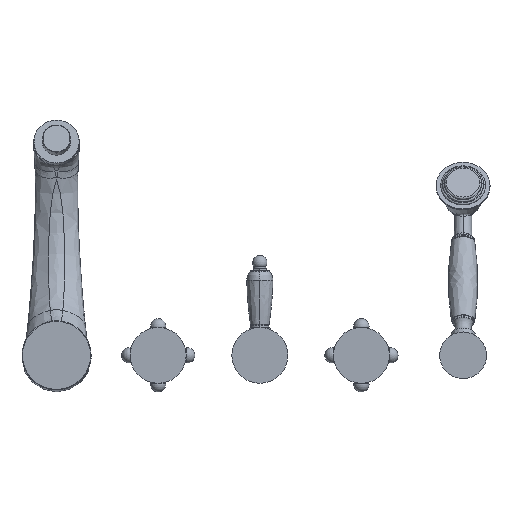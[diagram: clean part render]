
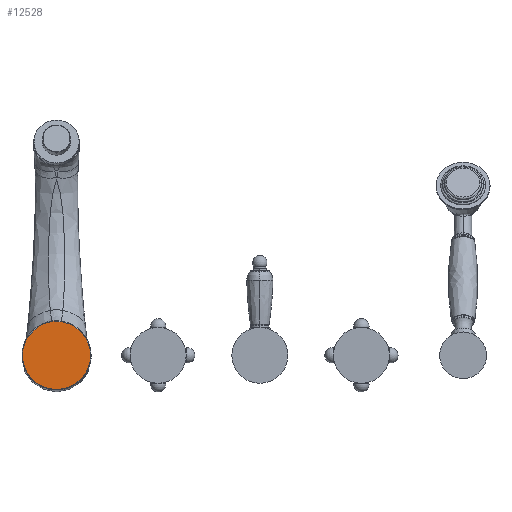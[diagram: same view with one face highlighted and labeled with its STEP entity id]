
A CAD part, front view. The second image highlights one B-rep face of the part: STEP entity #12528.
In plain terms, the highlighted planar face has unit normal (0, -1, 0).
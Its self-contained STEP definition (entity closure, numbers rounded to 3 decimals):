
#10587=CARTESIAN_POINT('',(-166.502,-24.9,-0.167));
#10588=CARTESIAN_POINT('',(-166.503,-24.9,-2.109));
#10589=CARTESIAN_POINT('',(-166.847,-24.9,-5.993));
#10590=CARTESIAN_POINT('',(-168.374,-24.9,-11.683));
#10591=CARTESIAN_POINT('',(-170.873,-24.9,-17.001));
#10592=CARTESIAN_POINT('',(-174.28,-24.9,-21.836));
#10593=CARTESIAN_POINT('',(-178.464,-24.9,-25.981));
#10594=CARTESIAN_POINT('',(-183.335,-24.9,-29.349));
#10595=CARTESIAN_POINT('',(-188.692,-24.9,-31.806));
#10596=CARTESIAN_POINT('',(-194.411,-24.9,-33.291));
#10597=CARTESIAN_POINT('',(-199.305,-24.9,-33.68));
#10598=CARTESIAN_POINT('',(-202.169,-24.9,-33.531));
#10599=CARTESIAN_POINT('',(-203.098,-24.9,-33.443));
#10601=CARTESIAN_POINT('',(-203.098,-24.9,-33.443));
#10602=CARTESIAN_POINT('',(-203.795,-24.9,-33.378));
#10603=CARTESIAN_POINT('',(-206.462,-24.9,-33.045));
#10604=CARTESIAN_POINT('',(-211.015,-24.9,-31.913));
#10605=CARTESIAN_POINT('',(-216.456,-24.9,-29.472));
#10606=CARTESIAN_POINT('',(-221.404,-24.9,-26.095));
#10607=CARTESIAN_POINT('',(-225.656,-24.9,-21.917));
#10608=CARTESIAN_POINT('',(-229.11,-24.9,-17.04));
#10609=CARTESIAN_POINT('',(-231.642,-24.9,-11.651));
#10610=CARTESIAN_POINT('',(-233.161,-24.9,-5.936));
#10611=CARTESIAN_POINT('',(-233.497,-24.9,-2.095));
#10612=CARTESIAN_POINT('',(-233.498,-24.9,-0.167));
#10614=CARTESIAN_POINT('',(-233.498,-24.9,-0.167));
#10615=CARTESIAN_POINT('',(-233.497,-24.9,1.844));
#10616=CARTESIAN_POINT('',(-233.13,-24.9,5.868));
#10617=CARTESIAN_POINT('',(-231.508,-24.9,11.744));
#10618=CARTESIAN_POINT('',(-228.849,-24.9,17.228));
#10619=CARTESIAN_POINT('',(-225.241,-24.9,22.17));
#10620=CARTESIAN_POINT('',(-220.809,-24.9,26.372));
#10621=CARTESIAN_POINT('',(-215.669,-24.9,29.729));
#10622=CARTESIAN_POINT('',(-210.043,-24.9,32.093));
#10623=CARTESIAN_POINT('',(-204.718,-24.9,33.267));
#10624=CARTESIAN_POINT('',(-201.347,-24.9,33.491));
#10625=CARTESIAN_POINT('',(-200.,-24.9,33.5));
#10627=CARTESIAN_POINT('',(-200.,-24.9,33.5));
#10628=CARTESIAN_POINT('',(-198.473,-24.9,33.49));
#10629=CARTESIAN_POINT('',(-194.93,-24.9,33.226));
#10630=CARTESIAN_POINT('',(-189.48,-24.9,31.935));
#10631=CARTESIAN_POINT('',(-183.932,-24.9,29.51));
#10632=CARTESIAN_POINT('',(-178.875,-24.9,26.116));
#10633=CARTESIAN_POINT('',(-174.524,-24.9,21.895));
#10634=CARTESIAN_POINT('',(-170.992,-24.9,16.956));
#10635=CARTESIAN_POINT('',(-168.4,-24.9,11.487));
#10636=CARTESIAN_POINT('',(-166.846,-24.9,5.684));
#10637=CARTESIAN_POINT('',(-166.503,-24.9,1.789));
#10638=CARTESIAN_POINT('',(-166.502,-24.9,-0.167));
#12044=VERTEX_POINT('',#10587);
#12045=VERTEX_POINT('',#10599);
#12049=VERTEX_POINT('',#10627);
#12051=VERTEX_POINT('',#10612);
#12516=CARTESIAN_POINT('',(-200.,-24.9,0.));
#12517=DIRECTION('',(0.,1.,0.));
#12518=DIRECTION('',(1.,0.,0.));
#12519=AXIS2_PLACEMENT_3D('',#12516,#12517,#12518);
#12520=PLANE('',#12519);
#12522=ORIENTED_EDGE('',*,*,#12521,.T.);
#12523=ORIENTED_EDGE('',*,*,#12502,.T.);
#12524=ORIENTED_EDGE('',*,*,#12155,.T.);
#12525=ORIENTED_EDGE('',*,*,#12228,.T.);
#12526=EDGE_LOOP('',(#12522,#12523,#12524,#12525));
#12527=FACE_OUTER_BOUND('',#12526,.F.);
#12528=ADVANCED_FACE('',(#12527),#12520,.F.);
#10600=B_SPLINE_CURVE_WITH_KNOTS('',3,(#10587,#10588,#10589,#10590,#10591,
#10592,#10593,#10594,#10595,#10596,#10597,#10598,#10599),.UNSPECIFIED.,.F.,.F.,(
4,1,1,1,1,1,1,1,1,1,4),(0.,0.105,0.211,
0.316,0.422,0.527,0.632,
0.738,0.843,0.948,1.),.UNSPECIFIED.);
#10613=B_SPLINE_CURVE_WITH_KNOTS('',3,(#10601,#10602,#10603,#10604,#10605,
#10606,#10607,#10608,#10609,#10610,#10611,#10612),.UNSPECIFIED.,.F.,.F.,(4,1,1,
1,1,1,1,1,1,4),(0.,0.042,0.162,0.282,
0.401,0.521,0.641,0.761,
0.88,1.),.UNSPECIFIED.);
#10626=B_SPLINE_CURVE_WITH_KNOTS('',3,(#10614,#10615,#10616,#10617,#10618,
#10619,#10620,#10621,#10622,#10623,#10624,#10625),.UNSPECIFIED.,.F.,.F.,(4,1,1,
1,1,1,1,1,1,4),(0.,0.115,0.231,0.346,
0.461,0.576,0.692,0.807,
0.922,1.),.UNSPECIFIED.);
#10639=B_SPLINE_CURVE_WITH_KNOTS('',3,(#10627,#10628,#10629,#10630,#10631,
#10632,#10633,#10634,#10635,#10636,#10637,#10638),.UNSPECIFIED.,.F.,.F.,(4,1,1,
1,1,1,1,1,1,4),(0.,0.088,0.202,0.316,
0.43,0.544,0.658,0.772,
0.886,1.),.UNSPECIFIED.);
#12155=EDGE_CURVE('',#12051,#12049,#10626,.T.);
#12228=EDGE_CURVE('',#12049,#12044,#10639,.T.);
#12502=EDGE_CURVE('',#12045,#12051,#10613,.T.);
#12521=EDGE_CURVE('',#12044,#12045,#10600,.T.);
